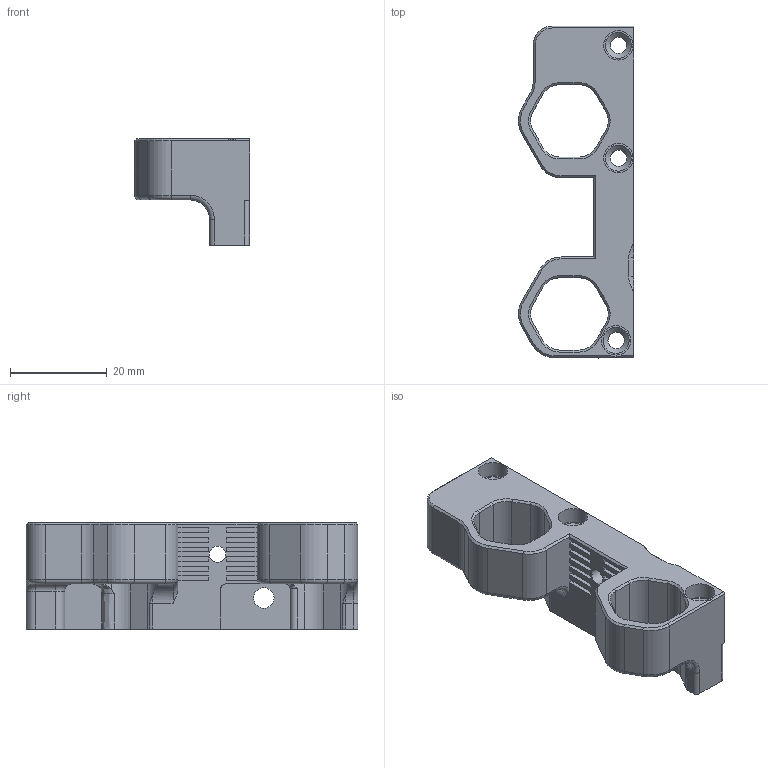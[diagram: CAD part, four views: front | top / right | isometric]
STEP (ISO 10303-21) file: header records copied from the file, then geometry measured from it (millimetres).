
FILE_DESCRIPTION(('FreeCAD Model'),'2;1');
FILE_NAME('Open CASCADE Shape Model','2023-02-11T17:47:56',(''),(''), 'Open CASCADE STEP processor 7.6','FreeCAD','Unknown');
FILE_SCHEMA(('AUTOMOTIVE_DESIGN { 1 0 10303 214 1 1 1 1 }'));
Length unit declared in the file: millimetre
Products named in the file (1): BaseLeft
Bounding box: 23.87 x 68.75 x 22 mm (x, y, z)
Volume: 13847.6 mm3; surface area: 7984 mm2
Topology: 1 solids, 1 shells, 209 faces, 548 edges, 342 vertices
Faces by surface type: plane 112, cylinder 52, cone 26, torus 15, bspline 4
Full cylindrical faces by diameter (mm): 3.4 x4, 6.1 x4
Entity records: 14678 total; most frequent: CARTESIAN_POINT 3661, DIRECTION 2091, LINE 1331, VECTOR 1331, ORIENTED_EDGE 1092, PCURVE 1092, DEFINITIONAL_REPRESENTATION 1092, EDGE_CURVE 546
